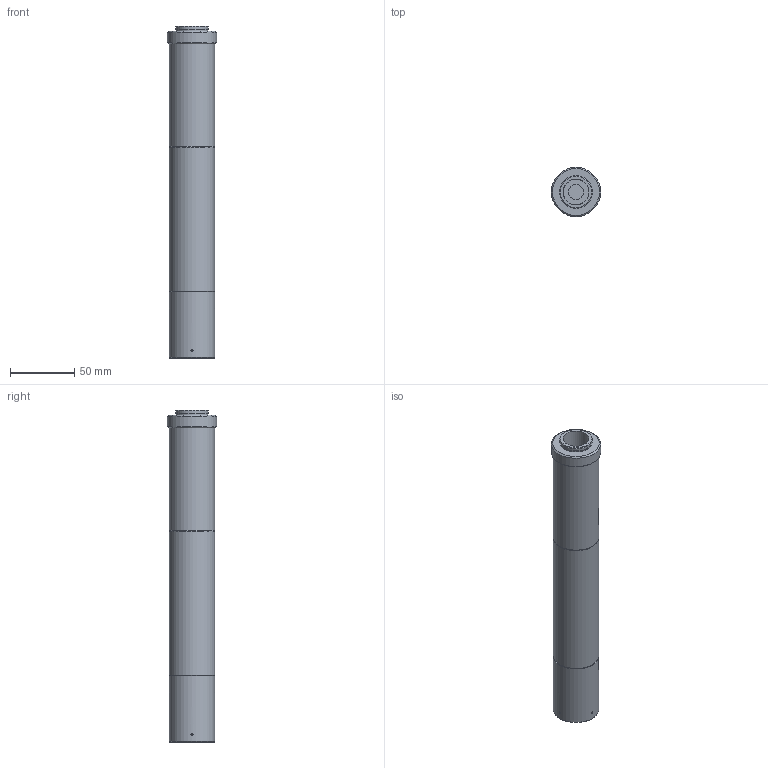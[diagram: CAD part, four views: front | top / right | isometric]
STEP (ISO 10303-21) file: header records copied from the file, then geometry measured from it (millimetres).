
FILE_DESCRIPTION((''),'2;1');
FILE_NAME('T10-9.7 3D-Modell.stp','2007-02-23T08:41:36',('regenspurg'),(''),'Autodesk Inventor 11','Autodesk Inventor 11','');
FILE_SCHEMA(('AUTOMOTIVE_DESIGN { 1 0 10303 214 1 1 1 1 }'));
Length unit declared in the file: millimetre
Products named in the file (1): T10-9.7 3D-Modell
Bounding box: 38.5 x 38.5 x 259 mm (x, y, z)
Volume: 246288.2 mm3; surface area: 33873.7 mm2
Topology: 1 solids, 5 shells, 106 faces, 255 edges, 169 vertices
Faces by surface type: plane 56, cylinder 18, cone 18, bspline 14
Full cylindrical faces by diameter (mm): 12 x1, 20 x1, 24.6 x1, 25.4 x1, 35.5 x3, 38.5 x1
Entity records: 3290 total; most frequent: CARTESIAN_POINT 1269, DIRECTION 386, ORIENTED_EDGE 368, EDGE_CURVE 184, EDGE_LOOP 156, AXIS2_PLACEMENT_3D 147, VERTEX_POINT 138, FACE_OUTER_BOUND 106
